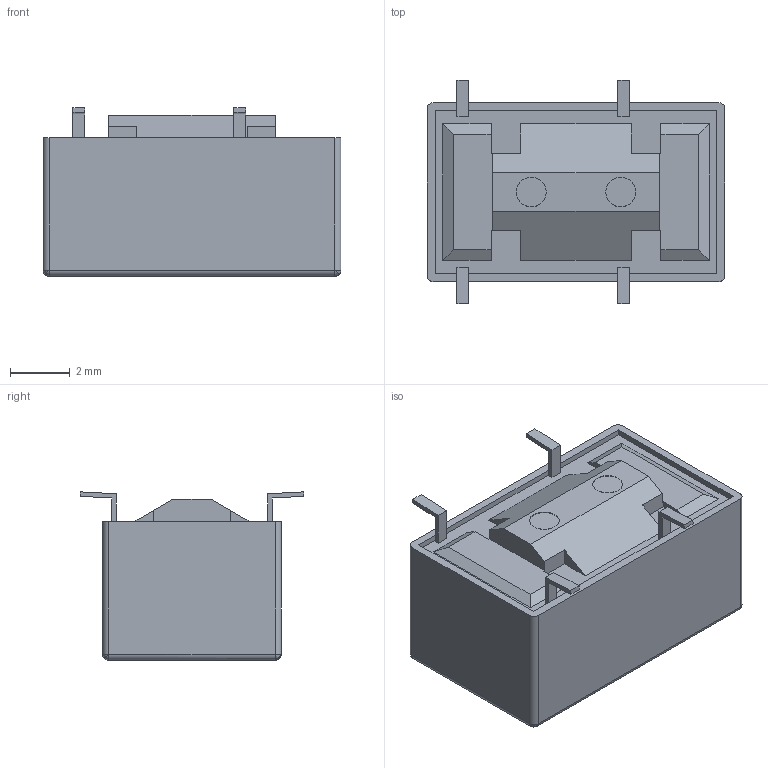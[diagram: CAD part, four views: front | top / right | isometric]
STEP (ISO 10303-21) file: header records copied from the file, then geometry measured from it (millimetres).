
FILE_DESCRIPTION (( 'STEP AP214' ), '1' );
FILE_NAME ('IMB03IGR.STEP', '2023-10-29T09:49:17', ( '' ), ( '' ), 'SwSTEP 2.0', 'SolidWorks 2023', '' );
FILE_SCHEMA (( 'AUTOMOTIVE_DESIGN' ));
Length unit declared in the file: inch
Products named in the file (1): IMB03IGR
Bounding box: 10 x 7.52 x 5.65 mm (x, y, z)
Volume: 284.7 mm3; surface area: 291.8 mm2
Topology: 1 solids, 1 shells, 94 faces, 240 edges, 152 vertices
Faces by surface type: plane 71, cylinder 15, bspline 6, cone 2
Entity records: 3180 total; most frequent: CARTESIAN_POINT 571, ORIENTED_EDGE 468, DIRECTION 452, EDGE_CURVE 234, LINE 194, VECTOR 194, VERTEX_POINT 152, AXIS2_PLACEMENT_3D 129
